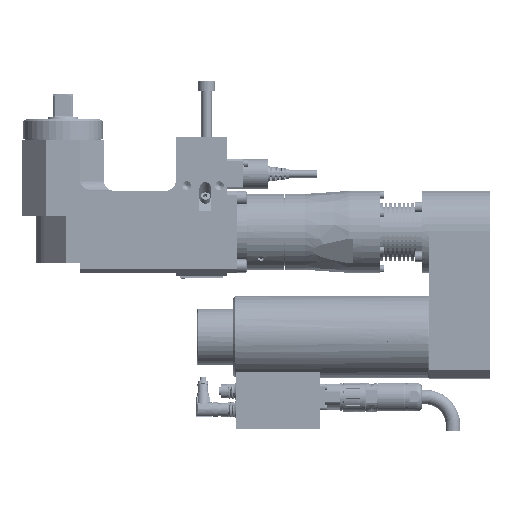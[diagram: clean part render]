
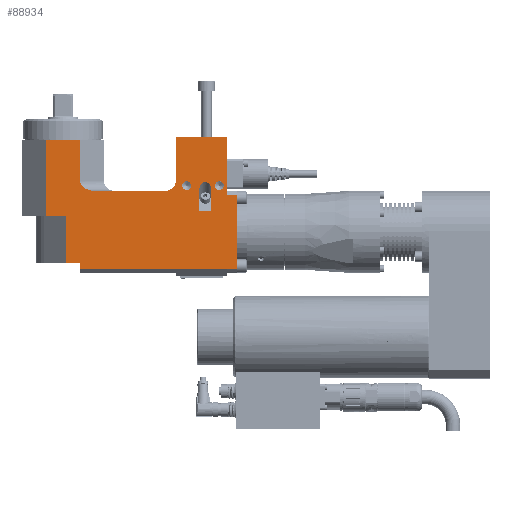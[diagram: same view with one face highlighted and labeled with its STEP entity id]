
A CAD part, top view. The second image highlights one B-rep face of the part: STEP entity #88934.
In plain terms, the highlighted planar face has unit normal (0, 0, 1).
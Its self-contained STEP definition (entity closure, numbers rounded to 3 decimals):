
#420=ELLIPSE('',#94904,1.414,1.);
#421=ELLIPSE('',#94907,0.849,0.6);
#4108=PLANE('',#94902);
#5891=FACE_BOUND('',#28843,.T.);
#5892=FACE_BOUND('',#28844,.T.);
#5893=FACE_BOUND('',#28845,.T.);
#10847=LINE('',#185637,#17758);
#10892=LINE('',#185753,#17803);
#10895=LINE('',#185758,#17806);
#10896=LINE('',#185760,#17807);
#10897=LINE('',#185764,#17808);
#10898=LINE('',#185768,#17809);
#10899=LINE('',#185770,#17810);
#10900=LINE('',#185772,#17811);
#10901=LINE('',#185774,#17812);
#10902=LINE('',#185776,#17813);
#10903=LINE('',#185777,#17814);
#10904=LINE('',#185779,#17815);
#10905=LINE('',#185781,#17816);
#10906=LINE('',#185783,#17817);
#10907=LINE('',#185785,#17818);
#10908=LINE('',#185786,#17819);
#10909=LINE('',#185793,#17820);
#10910=LINE('',#185795,#17821);
#10911=LINE('',#185798,#17822);
#17758=VECTOR('',#111989,5.572);
#17803=VECTOR('',#112080,0.6);
#17806=VECTOR('',#112085,5.);
#17807=VECTOR('',#112086,4.2);
#17808=VECTOR('',#112089,6.929);
#17809=VECTOR('',#112092,4.);
#17810=VECTOR('',#112093,3.314);
#17811=VECTOR('',#112094,7.45);
#17812=VECTOR('',#112095,1.98);
#17813=VECTOR('',#112096,4.55);
#17814=VECTOR('',#112097,1.347);
#17815=VECTOR('',#112098,14.33);
#17816=VECTOR('',#112099,0.028);
#17817=VECTOR('',#112100,1.);
#17818=VECTOR('',#112101,7.255);
#17819=VECTOR('',#112102,1.);
#17820=VECTOR('',#112107,1.2);
#17821=VECTOR('',#112108,1.947);
#17822=VECTOR('',#112111,1.947);
#23864=FACE_OUTER_BOUND('',#28842,.T.);
#28842=EDGE_LOOP('',(#74550,#74551,#74552,#74553,#74554,#74555,#74556,#74557,
#74558,#74559,#74560,#74561,#74562,#74563,#74564,#74565,#74566,#74567));
#28843=EDGE_LOOP('',(#74568));
#28844=EDGE_LOOP('',(#74569));
#28845=EDGE_LOOP('',(#74570,#74571,#74572,#74573));
#34696=CIRCLE('',#94903,1.);
#34697=CIRCLE('',#94905,0.425);
#34698=CIRCLE('',#94906,0.425);
#42638=VERTEX_POINT('',#185634);
#42639=VERTEX_POINT('',#185636);
#42686=VERTEX_POINT('',#185751);
#42687=VERTEX_POINT('',#185752);
#42688=VERTEX_POINT('',#185757);
#42689=VERTEX_POINT('',#185759);
#42690=VERTEX_POINT('',#185761);
#42691=VERTEX_POINT('',#185763);
#42692=VERTEX_POINT('',#185765);
#42693=VERTEX_POINT('',#185767);
#42694=VERTEX_POINT('',#185769);
#42695=VERTEX_POINT('',#185771);
#42696=VERTEX_POINT('',#185773);
#42697=VERTEX_POINT('',#185775);
#42698=VERTEX_POINT('',#185778);
#42699=VERTEX_POINT('',#185780);
#42700=VERTEX_POINT('',#185782);
#42701=VERTEX_POINT('',#185784);
#42702=VERTEX_POINT('',#185787);
#42703=VERTEX_POINT('',#185789);
#42704=VERTEX_POINT('',#185791);
#42705=VERTEX_POINT('',#185792);
#42706=VERTEX_POINT('',#185794);
#42707=VERTEX_POINT('',#185796);
#53968=EDGE_CURVE('',#42638,#42639,#10847,.T.);
#54026=EDGE_CURVE('',#42686,#42687,#10892,.T.);
#54029=EDGE_CURVE('',#42688,#42638,#10895,.T.);
#54030=EDGE_CURVE('',#42689,#42688,#10896,.T.);
#54031=EDGE_CURVE('',#42690,#42689,#34696,.T.);
#54032=EDGE_CURVE('',#42690,#42691,#10897,.T.);
#54033=EDGE_CURVE('',#42691,#42692,#420,.T.);
#54034=EDGE_CURVE('',#42692,#42693,#10898,.T.);
#54035=EDGE_CURVE('',#42694,#42693,#10899,.T.);
#54036=EDGE_CURVE('',#42695,#42694,#10900,.T.);
#54037=EDGE_CURVE('',#42695,#42696,#10901,.T.);
#54038=EDGE_CURVE('',#42696,#42697,#10902,.T.);
#54039=EDGE_CURVE('',#42697,#42687,#10903,.T.);
#54040=EDGE_CURVE('',#42698,#42686,#10904,.T.);
#54041=EDGE_CURVE('',#42698,#42699,#10905,.T.);
#54042=EDGE_CURVE('',#42699,#42700,#10906,.T.);
#54043=EDGE_CURVE('',#42701,#42700,#10907,.T.);
#54044=EDGE_CURVE('',#42639,#42701,#10908,.T.);
#54045=EDGE_CURVE('',#42702,#42702,#34697,.T.);
#54046=EDGE_CURVE('',#42703,#42703,#34698,.T.);
#54047=EDGE_CURVE('',#42704,#42705,#10909,.T.);
#54048=EDGE_CURVE('',#42706,#42705,#10910,.T.);
#54049=EDGE_CURVE('',#42706,#42707,#421,.T.);
#54050=EDGE_CURVE('',#42707,#42704,#10911,.T.);
#74550=ORIENTED_EDGE('',*,*,#53968,.F.);
#74551=ORIENTED_EDGE('',*,*,#54029,.F.);
#74552=ORIENTED_EDGE('',*,*,#54030,.F.);
#74553=ORIENTED_EDGE('',*,*,#54031,.F.);
#74554=ORIENTED_EDGE('',*,*,#54032,.T.);
#74555=ORIENTED_EDGE('',*,*,#54033,.T.);
#74556=ORIENTED_EDGE('',*,*,#54034,.T.);
#74557=ORIENTED_EDGE('',*,*,#54035,.F.);
#74558=ORIENTED_EDGE('',*,*,#54036,.F.);
#74559=ORIENTED_EDGE('',*,*,#54037,.T.);
#74560=ORIENTED_EDGE('',*,*,#54038,.T.);
#74561=ORIENTED_EDGE('',*,*,#54039,.T.);
#74562=ORIENTED_EDGE('',*,*,#54026,.F.);
#74563=ORIENTED_EDGE('',*,*,#54040,.F.);
#74564=ORIENTED_EDGE('',*,*,#54041,.T.);
#74565=ORIENTED_EDGE('',*,*,#54042,.T.);
#74566=ORIENTED_EDGE('',*,*,#54043,.F.);
#74567=ORIENTED_EDGE('',*,*,#54044,.F.);
#74568=ORIENTED_EDGE('',*,*,#54045,.T.);
#74569=ORIENTED_EDGE('',*,*,#54046,.T.);
#74570=ORIENTED_EDGE('',*,*,#54047,.T.);
#74571=ORIENTED_EDGE('',*,*,#54048,.F.);
#74572=ORIENTED_EDGE('',*,*,#54049,.T.);
#74573=ORIENTED_EDGE('',*,*,#54050,.T.);
#88934=ADVANCED_FACE('',(#23864,#5891,#5892,#5893),#4108,.F.);
#94902=AXIS2_PLACEMENT_3D('',#185756,#112083,#112084);
#94903=AXIS2_PLACEMENT_3D('',#185762,#112087,#112088);
#94904=AXIS2_PLACEMENT_3D('',#185766,#112090,#112091);
#94905=AXIS2_PLACEMENT_3D('',#185788,#112103,#112104);
#94906=AXIS2_PLACEMENT_3D('',#185790,#112105,#112106);
#94907=AXIS2_PLACEMENT_3D('',#185797,#112109,#112110);
#111989=DIRECTION('',(0.,-1.,0.));
#112080=DIRECTION('',(0.,1.,0.));
#112083=DIRECTION('center_axis',(0.,0.,
-1.));
#112084=DIRECTION('ref_axis',(1.,0.,0.));
#112085=DIRECTION('',(1.,0.,0.));
#112086=DIRECTION('',(0.,1.,0.));
#112087=DIRECTION('center_axis',(0.,0.,
1.));
#112088=DIRECTION('ref_axis',(0.,-1.,0.));
#112089=DIRECTION('',(-1.,0.,0.));
#112090=DIRECTION('center_axis',(0.,0.,
-1.));
#112091=DIRECTION('ref_axis',(-1.,0.,0.));
#112092=DIRECTION('',(0.,1.,0.));
#112093=DIRECTION('',(1.,0.,0.));
#112094=DIRECTION('',(0.,1.,0.));
#112095=DIRECTION('',(1.,0.,0.));
#112096=DIRECTION('',(0.,-1.,0.));
#112097=DIRECTION('',(1.,0.,0.));
#112098=DIRECTION('',(-1.,0.,0.));
#112099=DIRECTION('',(0.,-1.,0.));
#112100=DIRECTION('',(1.,0.,0.));
#112101=DIRECTION('',(0.,-1.,0.));
#112102=DIRECTION('',(1.,0.,0.));
#112103=DIRECTION('center_axis',(0.,0.,
-1.));
#112104=DIRECTION('ref_axis',(-1.,0.,0.));
#112105=DIRECTION('center_axis',(0.,0.,
-1.));
#112106=DIRECTION('ref_axis',(-1.,0.,0.));
#112107=DIRECTION('',(-1.,0.,0.));
#112108=DIRECTION('',(0.,-1.,0.));
#112109=DIRECTION('center_axis',(0.,0.,
-1.));
#112110=DIRECTION('ref_axis',(0.,-1.,0.));
#112111=DIRECTION('',(0.,-1.,0.));
#185634=CARTESIAN_POINT('',(2.54,9.2,4.));
#185636=CARTESIAN_POINT('',(2.54,3.628,4.));
#185637=CARTESIAN_POINT('',(2.54,9.2,4.));
#185751=CARTESIAN_POINT('',(-11.79,-3.6,4.));
#185752=CARTESIAN_POINT('',(-11.79,-3.,4.));
#185753=CARTESIAN_POINT('',(-11.79,-3.6,4.));
#185756=CARTESIAN_POINT('Origin',(-13.46,0.,4.));
#185757=CARTESIAN_POINT('',(-2.46,9.2,4.));
#185758=CARTESIAN_POINT('',(-2.46,9.2,4.));
#185759=CARTESIAN_POINT('',(-2.46,5.,4.));
#185760=CARTESIAN_POINT('',(-2.46,5.,4.));
#185761=CARTESIAN_POINT('',(-3.46,4.,4.));
#185762=CARTESIAN_POINT('Origin',(-3.46,5.,4.));
#185763=CARTESIAN_POINT('',(-10.389,4.,4.));
#185764=CARTESIAN_POINT('',(-3.46,4.,4.));
#185765=CARTESIAN_POINT('',(-11.803,5.,4.));
#185766=CARTESIAN_POINT('Origin',(-10.389,5.,4.));
#185767=CARTESIAN_POINT('',(-11.803,9.,4.));
#185768=CARTESIAN_POINT('',(-11.803,5.,4.));
#185769=CARTESIAN_POINT('',(-15.117,9.,4.));
#185770=CARTESIAN_POINT('',(-15.117,9.,4.));
#185771=CARTESIAN_POINT('',(-15.117,1.55,4.));
#185772=CARTESIAN_POINT('',(-15.117,1.55,4.));
#185773=CARTESIAN_POINT('',(-13.137,1.55,4.));
#185774=CARTESIAN_POINT('',(-15.117,1.55,4.));
#185775=CARTESIAN_POINT('',(-13.137,-3.,4.));
#185776=CARTESIAN_POINT('',(-13.137,1.55,4.));
#185777=CARTESIAN_POINT('',(-13.137,-3.,4.));
#185778=CARTESIAN_POINT('',(2.54,-3.6,4.));
#185779=CARTESIAN_POINT('',(2.54,-3.6,4.));
#185780=CARTESIAN_POINT('',(2.54,-3.628,4.));
#185781=CARTESIAN_POINT('',(2.54,-3.6,4.));
#185782=CARTESIAN_POINT('',(3.54,-3.628,4.));
#185783=CARTESIAN_POINT('',(2.54,-3.628,4.));
#185784=CARTESIAN_POINT('',(3.54,3.628,4.));
#185785=CARTESIAN_POINT('',(3.54,3.628,4.));
#185786=CARTESIAN_POINT('',(2.54,3.628,4.));
#185787=CARTESIAN_POINT('',(-0.985,4.5,4.));
#185788=CARTESIAN_POINT('Origin',(-1.41,4.5,4.));
#185789=CARTESIAN_POINT('',(2.215,4.5,4.));
#185790=CARTESIAN_POINT('Origin',(1.79,4.5,4.));
#185791=CARTESIAN_POINT('',(1.02,2.053,4.));
#185792=CARTESIAN_POINT('',(-0.18,2.053,4.));
#185793=CARTESIAN_POINT('',(1.02,2.053,4.));
#185794=CARTESIAN_POINT('',(-0.18,4.,4.));
#185795=CARTESIAN_POINT('',(-0.18,4.,4.));
#185796=CARTESIAN_POINT('',(1.02,4.,4.));
#185797=CARTESIAN_POINT('Origin',(0.42,4.,4.));
#185798=CARTESIAN_POINT('',(1.02,4.,4.));
